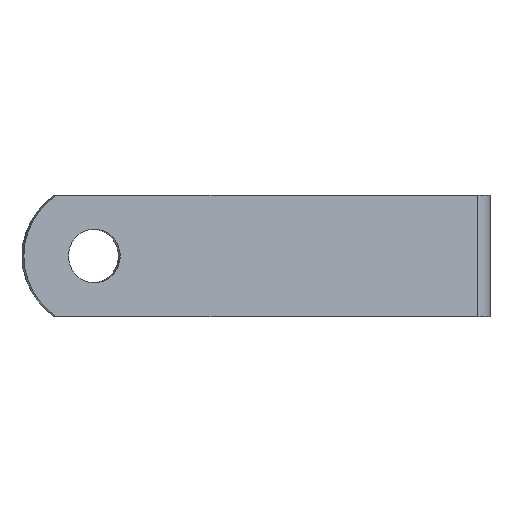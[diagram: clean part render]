
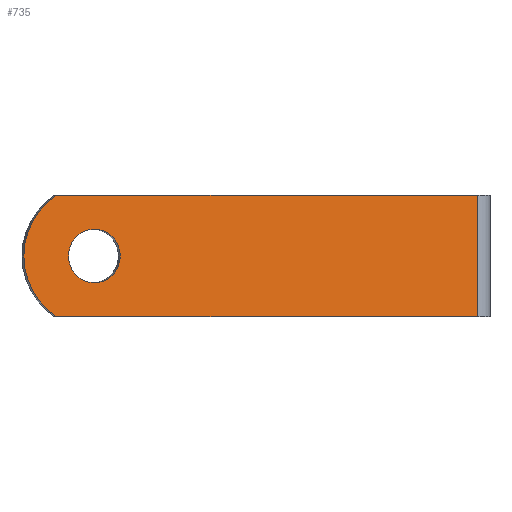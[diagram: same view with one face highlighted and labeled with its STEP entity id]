
A CAD part, left-side view. The second image highlights one B-rep face of the part: STEP entity #735.
In plain terms, the highlighted face is planar.
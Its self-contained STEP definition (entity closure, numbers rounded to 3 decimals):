
#43=FACE_BOUND('',#144,.T.);
#63=PLANE('',#850);
#98=FACE_OUTER_BOUND('',#143,.T.);
#143=EDGE_LOOP('',(#557,#558,#559,#560));
#144=EDGE_LOOP('',(#561));
#186=LINE('',#1134,#249);
#189=LINE('',#1143,#252);
#211=LINE('',#1190,#274);
#249=VECTOR('',#927,10.);
#252=VECTOR('',#936,2.66);
#274=VECTOR('',#980,10.);
#302=CIRCLE('',#824,14.661);
#306=CIRCLE('',#842,5.5);
#328=VERTEX_POINT('',#1108);
#329=VERTEX_POINT('',#1110);
#336=VERTEX_POINT('',#1132);
#339=VERTEX_POINT('',#1142);
#353=VERTEX_POINT('',#1186);
#387=EDGE_CURVE('',#329,#328,#302,.T.);
#399=EDGE_CURVE('',#336,#328,#186,.T.);
#403=EDGE_CURVE('',#329,#339,#189,.T.);
#426=EDGE_CURVE('',#353,#353,#306,.T.);
#427=EDGE_CURVE('',#336,#339,#211,.T.);
#557=ORIENTED_EDGE('',*,*,#387,.T.);
#558=ORIENTED_EDGE('',*,*,#399,.F.);
#559=ORIENTED_EDGE('',*,*,#427,.T.);
#560=ORIENTED_EDGE('',*,*,#403,.F.);
#561=ORIENTED_EDGE('',*,*,#426,.T.);
#735=ADVANCED_FACE('',(#98,#43),#63,.F.);
#824=AXIS2_PLACEMENT_3D('',#1111,#905,#906);
#842=AXIS2_PLACEMENT_3D('',#1188,#976,#977);
#850=AXIS2_PLACEMENT_3D('',#1204,#996,#997);
#905=DIRECTION('center_axis',(-0.259,0.,-0.966));
#906=DIRECTION('ref_axis',(-0.505,0.853,0.135));
#927=DIRECTION('',(0.966,0.,-0.259));
#936=DIRECTION('',(-0.966,0.,0.259));
#976=DIRECTION('center_axis',(0.259,0.,0.966));
#977=DIRECTION('ref_axis',(-0.966,0.,0.259));
#980=DIRECTION('',(0.,1.,0.));
#996=DIRECTION('center_axis',(0.259,0.,0.966));
#997=DIRECTION('ref_axis',(-0.483,0.866,0.129));
#1108=CARTESIAN_POINT('',(89.058,0.,-49.549));
#1110=CARTESIAN_POINT('',(89.058,25.,-49.549));
#1111=CARTESIAN_POINT('Origin',(81.659,12.5,-47.566));
#1132=CARTESIAN_POINT('',(2.594,0.,-26.381));
#1134=CARTESIAN_POINT('',(2.594,0.,-26.381));
#1142=CARTESIAN_POINT('',(2.594,25.,-26.381));
#1143=CARTESIAN_POINT('',(-5.478,25.,-24.218));
#1186=CARTESIAN_POINT('',(86.644,12.5,-48.902));
#1188=CARTESIAN_POINT('Origin',(81.331,12.5,-47.478));
#1190=CARTESIAN_POINT('',(2.594,12.5,-26.381));
#1204=CARTESIAN_POINT('Origin',(-11.877,12.5,-22.503));
